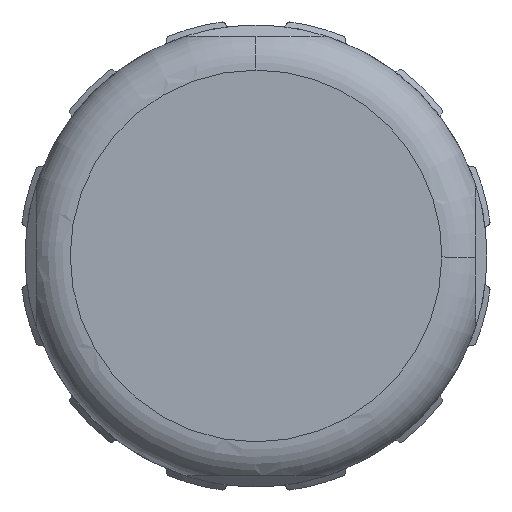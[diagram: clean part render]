
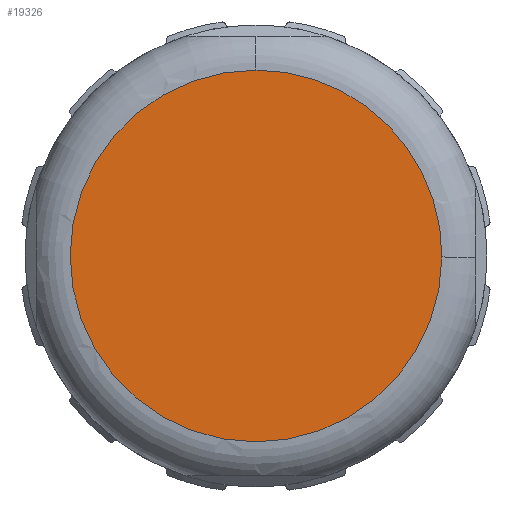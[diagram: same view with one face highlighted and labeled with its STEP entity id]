
A CAD part, front view. The second image highlights one B-rep face of the part: STEP entity #19326.
In plain terms, the highlighted planar face has unit normal (0, -1, 0).
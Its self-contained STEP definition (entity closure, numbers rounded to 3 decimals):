
#7477=CARTESIAN_POINT('',(0.,-20.05,0.));
#7478=DIRECTION('',(0.,-1.,0.));
#7479=DIRECTION('',(0.,0.,1.));
#7480=AXIS2_PLACEMENT_3D('',#7477,#7478,#7479);
#7561=CARTESIAN_POINT('',(0.,-20.05,0.));
#7562=DIRECTION('',(0.,-1.,0.));
#7563=DIRECTION('',(1.,0.,-0.005));
#7564=AXIS2_PLACEMENT_3D('',#7561,#7562,#7563);
#10106=CARTESIAN_POINT('',(0.,-20.05,8.25));
#10107=VERTEX_POINT('',#10106);
#10108=CARTESIAN_POINT('',(8.25,-20.05,
-0.044));
#10109=VERTEX_POINT('',#10108);
#19316=CARTESIAN_POINT('',(0.,-20.05,0.));
#19317=DIRECTION('',(0.,-1.,0.));
#19318=DIRECTION('',(-1.,0.,0.));
#19319=AXIS2_PLACEMENT_3D('',#19316,#19317,#19318);
#19320=PLANE('',#19319);
#19321=ORIENTED_EDGE('',*,*,#19295,.F.);
#19323=ORIENTED_EDGE('',*,*,#19322,.F.);
#19324=EDGE_LOOP('',(#19321,#19323));
#19325=FACE_OUTER_BOUND('',#19324,.F.);
#19326=ADVANCED_FACE('',(#19325),#19320,.T.);
#7481=CIRCLE('',#7480,8.25);
#7565=CIRCLE('',#7564,8.25);
#19295=EDGE_CURVE('',#10107,#10109,#7481,.T.);
#19322=EDGE_CURVE('',#10109,#10107,#7565,.T.);
